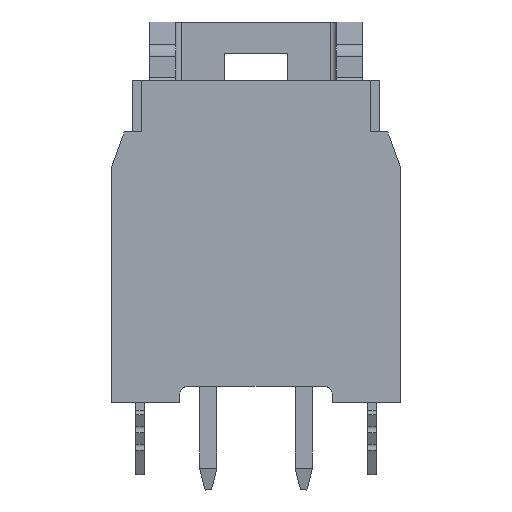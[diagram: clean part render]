
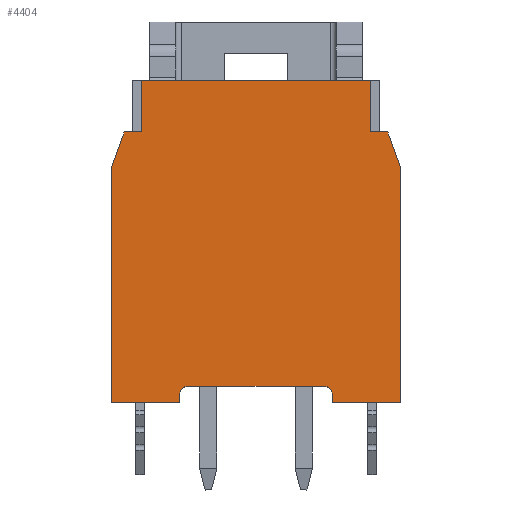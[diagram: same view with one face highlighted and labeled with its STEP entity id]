
A CAD part, front view. The second image highlights one B-rep face of the part: STEP entity #4404.
In plain terms, the highlighted planar face has unit normal (0, -1, 0).
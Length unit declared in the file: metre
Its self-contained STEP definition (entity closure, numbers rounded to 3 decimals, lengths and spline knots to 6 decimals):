
#124=CIRCLE('',#5311,0.0003);
#125=CIRCLE('',#5312,0.0003);
#1321=ORIENTED_EDGE('',*,*,#1421,.T.);
#1322=ORIENTED_EDGE('',*,*,#1789,.F.);
#1323=ORIENTED_EDGE('',*,*,#1869,.F.);
#1324=ORIENTED_EDGE('',*,*,#1692,.T.);
#1325=ORIENTED_EDGE('',*,*,#2023,.T.);
#1326=ORIENTED_EDGE('',*,*,#1777,.T.);
#1327=ORIENTED_EDGE('',*,*,#2024,.T.);
#1328=ORIENTED_EDGE('',*,*,#1634,.F.);
#1329=ORIENTED_EDGE('',*,*,#1865,.F.);
#1330=ORIENTED_EDGE('',*,*,#1719,.F.);
#1331=ORIENTED_EDGE('',*,*,#1695,.T.);
#1332=ORIENTED_EDGE('',*,*,#1713,.T.);
#1333=ORIENTED_EDGE('',*,*,#2006,.F.);
#1334=ORIENTED_EDGE('',*,*,#1853,.F.);
#1335=ORIENTED_EDGE('',*,*,#2018,.T.);
#1336=ORIENTED_EDGE('',*,*,#2022,.T.);
#1421=EDGE_CURVE('',#2040,#2038,#2441,.T.);
#1634=EDGE_CURVE('',#2226,#2228,#2618,.T.);
#1692=EDGE_CURVE('',#2272,#2271,#2666,.T.);
#1695=EDGE_CURVE('',#2274,#2273,#2669,.T.);
#1713=EDGE_CURVE('',#2273,#2284,#2683,.T.);
#1719=EDGE_CURVE('',#2274,#2289,#2689,.T.);
#1777=EDGE_CURVE('',#2330,#2329,#2734,.T.);
#1789=EDGE_CURVE('',#2334,#2038,#2746,.T.);
#1853=EDGE_CURVE('',#2376,#2377,#2800,.T.);
#1865=EDGE_CURVE('',#2289,#2226,#2809,.T.);
#1869=EDGE_CURVE('',#2272,#2334,#2813,.T.);
#2006=EDGE_CURVE('',#2377,#2284,#2933,.T.);
#2018=EDGE_CURVE('',#2376,#2432,#2943,.T.);
#2022=EDGE_CURVE('',#2432,#2040,#2946,.T.);
#2023=EDGE_CURVE('',#2271,#2330,#124,.T.);
#2024=EDGE_CURVE('',#2329,#2228,#125,.T.);
#2038=VERTEX_POINT('',#6506);
#2040=VERTEX_POINT('',#6509);
#2226=VERTEX_POINT('',#6961);
#2228=VERTEX_POINT('',#6964);
#2271=VERTEX_POINT('',#7079);
#2272=VERTEX_POINT('',#7081);
#2273=VERTEX_POINT('',#7085);
#2274=VERTEX_POINT('',#7087);
#2284=VERTEX_POINT('',#7123);
#2289=VERTEX_POINT('',#7137);
#2329=VERTEX_POINT('',#7241);
#2330=VERTEX_POINT('',#7243);
#2334=VERTEX_POINT('',#7261);
#2376=VERTEX_POINT('',#7378);
#2377=VERTEX_POINT('',#7380);
#2432=VERTEX_POINT('',#7710);
#2441=LINE('',#6508,#2955);
#2618=LINE('',#6963,#3132);
#2666=LINE('',#7080,#3180);
#2669=LINE('',#7086,#3183);
#2683=LINE('',#7124,#3197);
#2689=LINE('',#7136,#3203);
#2734=LINE('',#7242,#3248);
#2746=LINE('',#7262,#3260);
#2800=LINE('',#7379,#3314);
#2809=LINE('',#7404,#3323);
#2813=LINE('',#7411,#3327);
#2933=LINE('',#7680,#3447);
#2943=LINE('',#7711,#3457);
#2946=LINE('',#7725,#3460);
#2955=VECTOR('',#5346,1.);
#3132=VECTOR('',#5679,1.);
#3180=VECTOR('',#5777,1.);
#3183=VECTOR('',#5782,1.);
#3197=VECTOR('',#5814,1.);
#3203=VECTOR('',#5824,1.);
#3248=VECTOR('',#5909,1.);
#3260=VECTOR('',#5927,1.);
#3314=VECTOR('',#6023,1.);
#3323=VECTOR('',#6050,1.);
#3327=VECTOR('',#6058,1.);
#3447=VECTOR('',#6378,1.);
#3457=VECTOR('',#6424,1.);
#3460=VECTOR('',#6449,1.);
#3682=EDGE_LOOP('',(#1321,#1322,#1323,#1324,#1325,#1326,#1327,#1328,#1329,
#1330,#1331,#1332,#1333,#1334,#1335,#1336));
#3914=FACE_BOUND('',#3682,.T.);
#4091=PLANE('',#5310);
#4404=ADVANCED_FACE('',(#3914),#4091,.F.);
#5310=AXIS2_PLACEMENT_3D('',#7726,#6450,#6451);
#5311=AXIS2_PLACEMENT_3D('',#7727,#6452,#6453);
#5312=AXIS2_PLACEMENT_3D('',#7728,#6454,#6455);
#5346=DIRECTION('',(-0.34,0.,-0.94));
#5679=DIRECTION('',(0.,0.,1.));
#5777=DIRECTION('',(0.,0.,1.));
#5782=DIRECTION('',(-0.34,0.,0.94));
#5814=DIRECTION('',(-1.,0.,0.));
#5824=DIRECTION('',(0.,0.,-1.));
#5909=DIRECTION('',(1.,0.,0.));
#5927=DIRECTION('',(0.,0.,1.));
#6023=DIRECTION('',(1.,0.,0.));
#6050=DIRECTION('',(-1.,0.,0.));
#6058=DIRECTION('',(-1.,0.,0.));
#6378=DIRECTION('',(0.,0.,-1.));
#6424=DIRECTION('',(0.,0.,-1.));
#6449=DIRECTION('',(-1.,0.,0.));
#6450=DIRECTION('',(0.,1.,0.));
#6451=DIRECTION('',(1.,0.,0.));
#6452=DIRECTION('',(0.,1.,0.));
#6453=DIRECTION('',(-1.,0.,0.));
#6454=DIRECTION('',(0.,1.,0.));
#6455=DIRECTION('',(0.,0.,1.));
#6506=CARTESIAN_POINT('',(-0.0053,-0.002675,0.00272));
#6508=CARTESIAN_POINT('',(-0.00483,-0.002675,0.00402));
#6509=CARTESIAN_POINT('',(-0.00483,-0.002675,0.00402));
#6961=CARTESIAN_POINT('',(0.0028,-0.002675,-0.0059));
#6963=CARTESIAN_POINT('',(0.0028,-0.002675,-0.0059));
#6964=CARTESIAN_POINT('',(0.0028,-0.002675,-0.0056));
#7079=CARTESIAN_POINT('',(-0.0028,-0.002675,-0.0056));
#7080=CARTESIAN_POINT('',(-0.0028,-0.002675,-0.0059));
#7081=CARTESIAN_POINT('',(-0.0028,-0.002675,-0.0059));
#7085=CARTESIAN_POINT('',(0.00483,-0.002675,0.00402));
#7086=CARTESIAN_POINT('',(0.0053,-0.002675,0.00272));
#7087=CARTESIAN_POINT('',(0.0053,-0.002675,0.00272));
#7123=CARTESIAN_POINT('',(0.00421,-0.002675,0.00402));
#7124=CARTESIAN_POINT('',(0.00483,-0.002675,0.00402));
#7136=CARTESIAN_POINT('',(0.0053,-0.002675,0.00272));
#7137=CARTESIAN_POINT('',(0.0053,-0.002675,-0.0059));
#7241=CARTESIAN_POINT('',(0.0025,-0.002675,-0.0053));
#7242=CARTESIAN_POINT('',(-0.0025,-0.002675,-0.0053));
#7243=CARTESIAN_POINT('',(-0.0025,-0.002675,-0.0053));
#7261=CARTESIAN_POINT('',(-0.0053,-0.002675,-0.0059));
#7262=CARTESIAN_POINT('',(-0.0053,-0.002675,-0.0059));
#7378=CARTESIAN_POINT('',(-0.00421,-0.002675,0.0059));
#7379=CARTESIAN_POINT('',(-0.00421,-0.002675,0.0059));
#7380=CARTESIAN_POINT('',(0.00421,-0.002675,0.0059));
#7404=CARTESIAN_POINT('',(0.0053,-0.002675,-0.0059));
#7411=CARTESIAN_POINT('',(-0.0028,-0.002675,-0.0059));
#7680=CARTESIAN_POINT('',(0.00421,-0.002675,0.0059));
#7710=CARTESIAN_POINT('',(-0.00421,-0.002675,0.00402));
#7711=CARTESIAN_POINT('',(-0.00421,-0.002675,0.0059));
#7725=CARTESIAN_POINT('',(-0.00421,-0.002675,0.00402));
#7726=CARTESIAN_POINT('',(0.,-0.002675,0.));
#7727=CARTESIAN_POINT('',(-0.0025,-0.002675,-0.0056));
#7728=CARTESIAN_POINT('',(0.0025,-0.002675,-0.0056));
